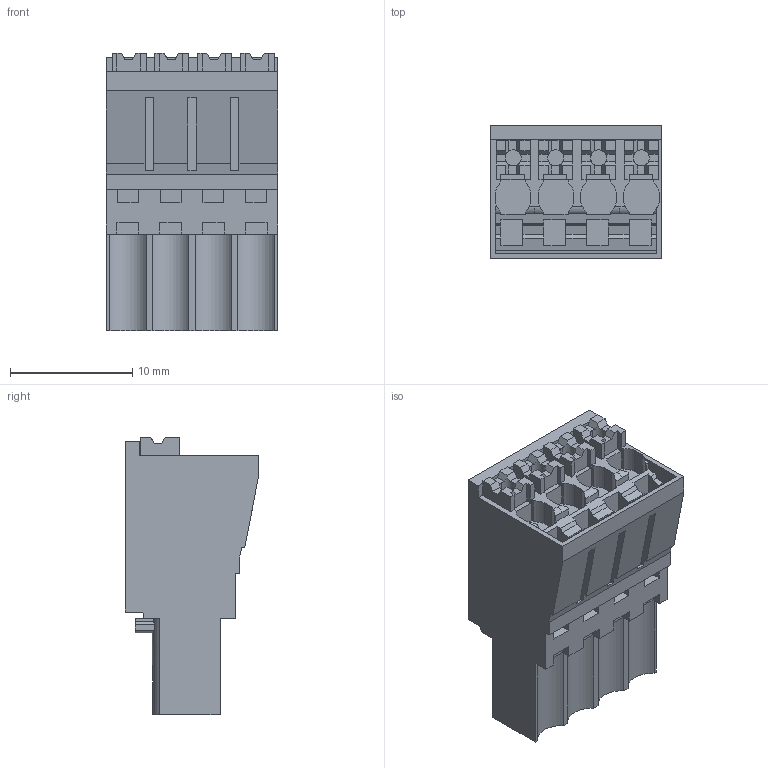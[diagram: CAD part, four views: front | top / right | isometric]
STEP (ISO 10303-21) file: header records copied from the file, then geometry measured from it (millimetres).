
FILE_DESCRIPTION(('CATIA V5 STEP Exchange','CAx-IF Rec.Pracs.--- Model Styling and Organization---1.2---2011-12-15'),'2;1');
FILE_NAME ('D1462614_0', '2017-04-26T07:05:39+00:00', ('none'), ('Weidmueller'), 'CATIA Version 5-6 Release 2014', 'CATIA V5 STEP AP214', 'none');
FILE_SCHEMA(('AUTOMOTIVE_DESIGN { 1 0 10303 214 1 1 1 1 }'));
Length unit declared in the file: millimetre
Products named in the file (1): 2460240000
Bounding box: 14.04 x 10.95 x 22.7 mm (x, y, z)
Volume: 2149.4 mm3; surface area: 2088.4 mm2
Topology: 5 solids, 5 shells, 454 faces, 1372 edges, 933 vertices
Faces by surface type: plane 415, cylinder 39
Entity records: 14496 total; most frequent: CARTESIAN_POINT 2897, ORIENTED_EDGE 2744, DIRECTION 1871, EDGE_CURVE 1372, VECTOR 1182, LINE 1182, VERTEX_POINT 933, EDGE_LOOP 467
